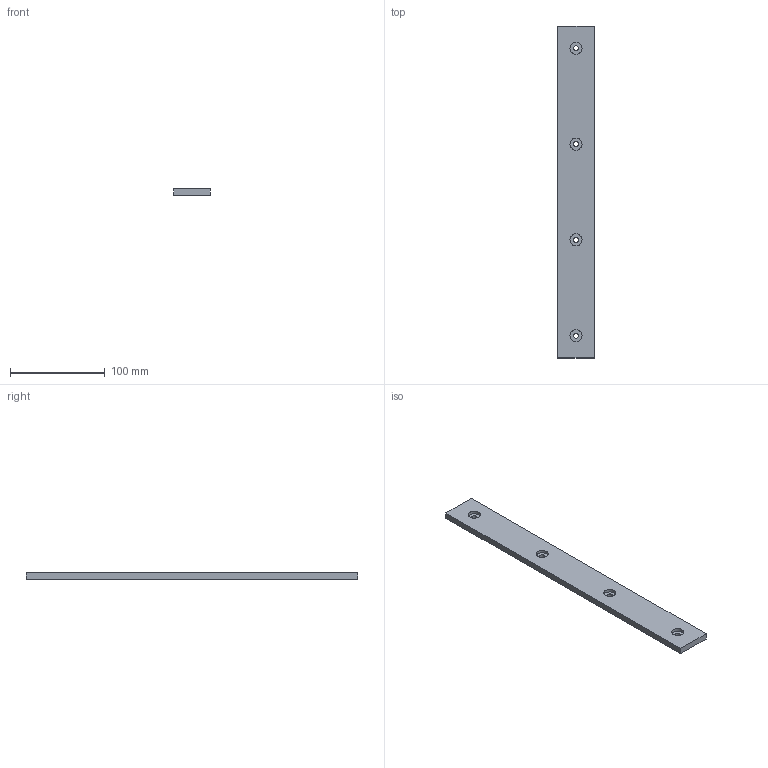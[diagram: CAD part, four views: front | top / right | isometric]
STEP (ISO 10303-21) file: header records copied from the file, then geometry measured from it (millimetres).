
FILE_DESCRIPTION((''),'2;1');
FILE_NAME('Compacteur_Guide_Patin.stp','2009-02-12T21:33:44',('Alex_Cyril'),(''),'Autodesk Inventor 11','Autodesk Inventor 11','');
FILE_SCHEMA(('AUTOMOTIVE_DESIGN { 1 0 10303 214 1 1 1 1 }'));
Length unit declared in the file: millimetre
Products named in the file (1): Compacteur_Guide_Patin
Bounding box: 38 x 350 x 6.7 mm (x, y, z)
Volume: 87168.3 mm3; surface area: 32364 mm2
Topology: 1 solids, 1 shells, 18 faces, 36 edges, 24 vertices
Faces by surface type: bspline 12, plane 6
Entity records: 579 total; most frequent: CARTESIAN_POINT 219, DIRECTION 58, ORIENTED_EDGE 56, EDGE_LOOP 38, EDGE_CURVE 28, VERTEX_POINT 24, AXIS2_PLACEMENT_3D 23, FACE_BOUND 20
